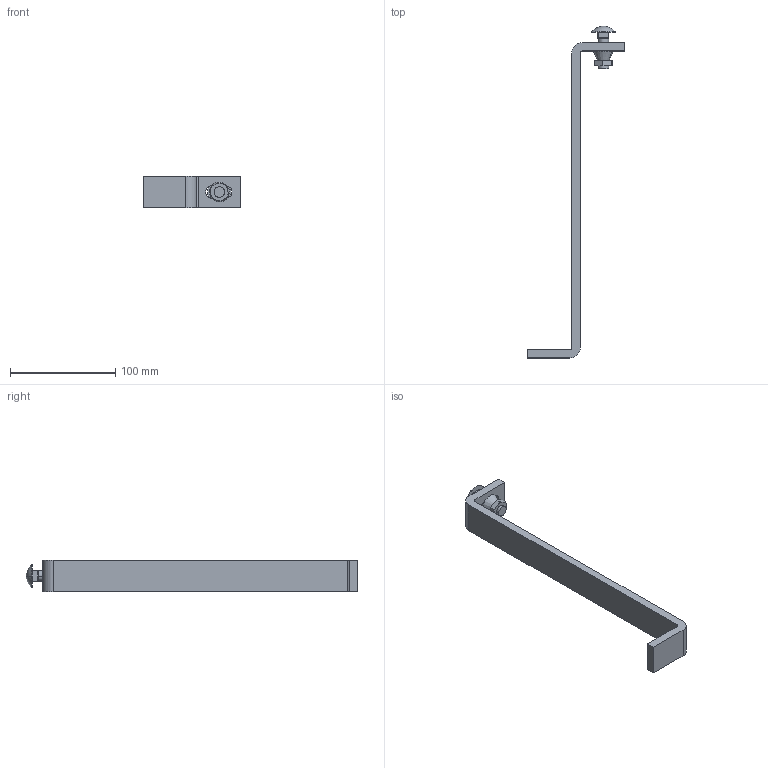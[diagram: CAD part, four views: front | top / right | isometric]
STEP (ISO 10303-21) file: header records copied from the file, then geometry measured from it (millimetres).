
FILE_DESCRIPTION (( 'STEP AP203' ), '1' );
FILE_NAME ('51002F.STEP', '2025-01-24T16:17:38', ( '' ), ( '' ), 'SwSTEP 2.0', 'SolidWorks 2023', '' );
FILE_SCHEMA (( 'CONFIG_CONTROL_DESIGN' ));
Length unit declared in the file: millimetre
Products named in the file (4): 5002CS10X35_M10 x 35; 2302S10_M10 Galv Sheer Nut; 51002_Original ; 51002F
Assembly tree (3 placements, depth 2):
  51002F
    51002_Original 
    5002CS10X35_M10 x 35
    2302S10_M10 Galv Sheer Nut
Bounding box: 92 x 315.8 x 30 mm (x, y, z)
Volume: 94655.5 mm3; surface area: 32983.4 mm2
Topology: 3 solids, 3 shells, 76 faces, 186 edges, 117 vertices
Faces by surface type: plane 28, cylinder 24, cone 14, torus 10
Entity records: 2704 total; most frequent: CARTESIAN_POINT 487, DIRECTION 398, ORIENTED_EDGE 368, EDGE_CURVE 184, AXIS2_PLACEMENT_3D 156, VERTEX_POINT 117, VECTOR 86, LINE 86
